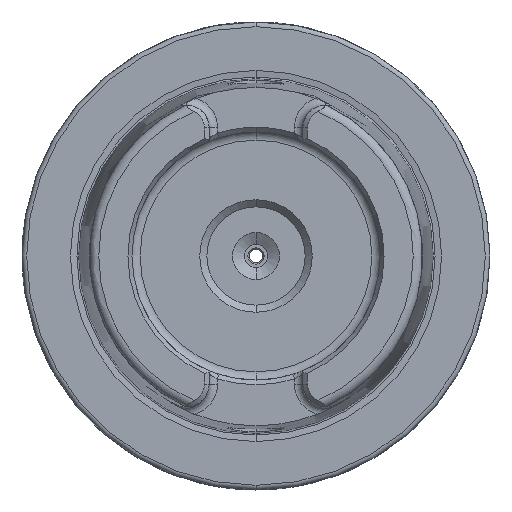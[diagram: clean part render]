
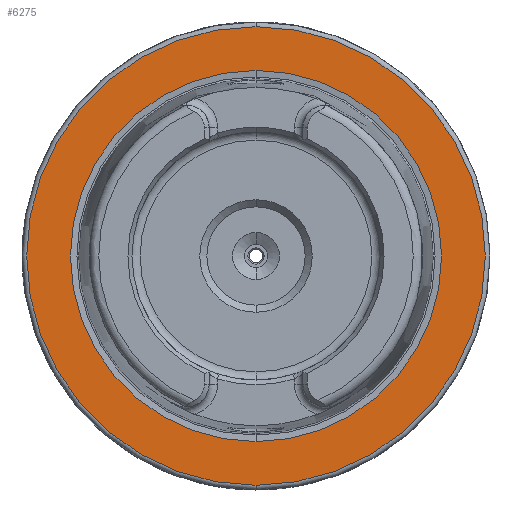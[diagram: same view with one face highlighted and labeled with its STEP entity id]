
A CAD part, left-side view. The second image highlights one B-rep face of the part: STEP entity #6275.
In plain terms, the highlighted planar face has unit normal (-1, 0, 0).
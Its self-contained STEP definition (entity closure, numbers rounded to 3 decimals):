
#496 = VERTEX_POINT ( 'NONE', #899 ) ;
#509 = EDGE_CURVE ( 'NONE', #6146, #496, #5843, .T. ) ;
#515 = DIRECTION ( 'NONE',  ( 0., 0., -1. ) ) ;
#523 = EDGE_LOOP ( 'NONE', ( #7112, #1826 ) ) ;
#559 = CARTESIAN_POINT ( 'NONE',  ( 0., 0., -49. ) ) ;
#653 = DIRECTION ( 'NONE',  ( 1., 0., 0. ) ) ;
#752 = PLANE ( 'NONE',  #6898 ) ;
#899 = CARTESIAN_POINT ( 'NONE',  ( 0., 0., 49. ) ) ;
#1826 = ORIENTED_EDGE ( 'NONE', *, *, #3976, .F. ) ;
#2099 = DIRECTION ( 'NONE',  ( 1., 0., 0. ) ) ;
#2477 = VERTEX_POINT ( 'NONE', #5575 ) ;
#2630 = AXIS2_PLACEMENT_3D ( 'NONE', #5848, #3380, #515 ) ;
#2933 = DIRECTION ( 'NONE',  ( 1., 0., 0. ) ) ;
#3047 = DIRECTION ( 'NONE',  ( 0., 0., -1. ) ) ;
#3102 = CARTESIAN_POINT ( 'NONE',  ( 0., 39.647, 0. ) ) ;
#3143 = AXIS2_PLACEMENT_3D ( 'NONE', #7623, #653, #3047 ) ;
#3380 = DIRECTION ( 'NONE',  ( 1., 0., 0. ) ) ;
#3501 = AXIS2_PLACEMENT_3D ( 'NONE', #7334, #2099, #4461 ) ;
#3761 = EDGE_CURVE ( 'NONE', #6879, #2477, #5939, .T. ) ;
#3976 = EDGE_CURVE ( 'NONE', #496, #6146, #6185, .T. ) ;
#4193 = EDGE_LOOP ( 'NONE', ( #5246, #4569 ) ) ;
#4461 = DIRECTION ( 'NONE',  ( 0., 0., -1. ) ) ;
#4569 = ORIENTED_EDGE ( 'NONE', *, *, #7583, .T. ) ;
#5246 = ORIENTED_EDGE ( 'NONE', *, *, #3761, .T. ) ;
#5419 = FACE_BOUND ( 'NONE', #4193, .T. ) ;
#5465 = DIRECTION ( 'NONE',  ( -1., 0., 0. ) ) ;
#5575 = CARTESIAN_POINT ( 'NONE',  ( 0., 0., -39.647 ) ) ;
#5843 = CIRCLE ( 'NONE', #3501, 49. ) ;
#5848 = CARTESIAN_POINT ( 'NONE',  ( 0., 0., 0. ) ) ;
#5939 = CIRCLE ( 'NONE', #2630, 39.647 ) ;
#6032 = FACE_OUTER_BOUND ( 'NONE', #523, .T. ) ;
#6146 = VERTEX_POINT ( 'NONE', #559 ) ;
#6185 = CIRCLE ( 'NONE', #6307, 49. ) ;
#6275 = ADVANCED_FACE ( 'NONE', ( #5419, #6032 ), #752, .T. ) ;
#6307 = AXIS2_PLACEMENT_3D ( 'NONE', #6504, #2933, #7085 ) ;
#6457 = CIRCLE ( 'NONE', #3143, 39.647 ) ;
#6504 = CARTESIAN_POINT ( 'NONE',  ( 0., 0., 0. ) ) ;
#6879 = VERTEX_POINT ( 'NONE', #7252 ) ;
#6898 = AXIS2_PLACEMENT_3D ( 'NONE', #3102, #5465, #7226 ) ;
#7085 = DIRECTION ( 'NONE',  ( 0., 0., -1. ) ) ;
#7112 = ORIENTED_EDGE ( 'NONE', *, *, #509, .F. ) ;
#7226 = DIRECTION ( 'NONE',  ( 0., 0., 1. ) ) ;
#7252 = CARTESIAN_POINT ( 'NONE',  ( 0., 0., 39.647 ) ) ;
#7334 = CARTESIAN_POINT ( 'NONE',  ( 0., 0., 0. ) ) ;
#7583 = EDGE_CURVE ( 'NONE', #2477, #6879, #6457, .T. ) ;
#7623 = CARTESIAN_POINT ( 'NONE',  ( 0., 0., 0. ) ) ;
